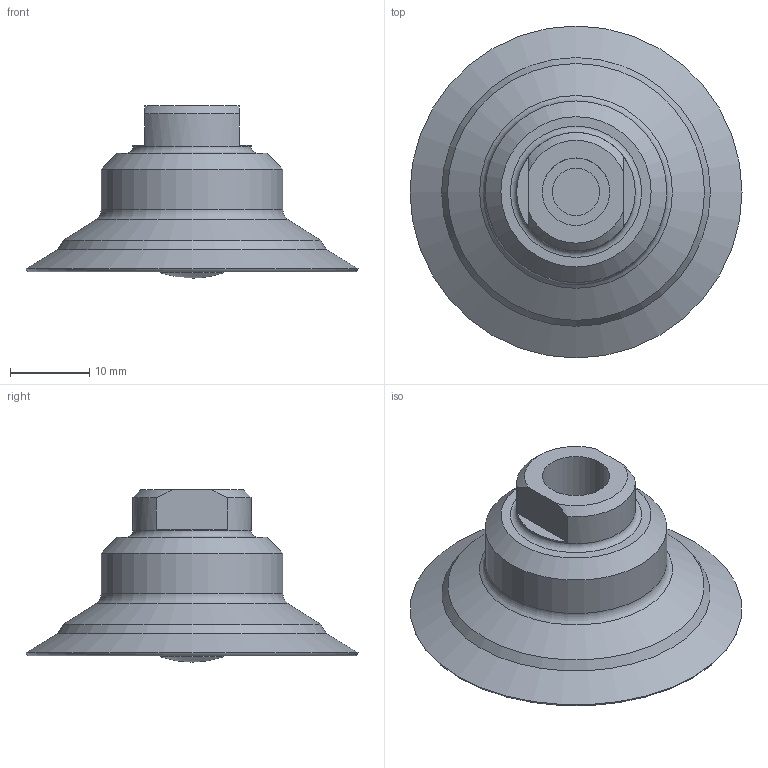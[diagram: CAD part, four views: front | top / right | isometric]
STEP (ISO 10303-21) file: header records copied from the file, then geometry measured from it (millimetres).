
FILE_DESCRIPTION((''),'2;1');
FILE_NAME('','2001-09-26T11:59:31+00:00',('Andreas Norlén'),( 'PIAB AB'),'','SolidEdge','');
FILE_SCHEMA(('CONFIG_CONTROL_DESIGN'));
Length unit declared in the file: millimetre
Bounding box: 42 x 42 x 21.8 mm (x, y, z)
Volume: 7728.5 mm3; surface area: 4390.2 mm2
Topology: 1 solids, 1 shells, 30 faces, 60 edges, 36 vertices
Faces by surface type: plane 10, cone 9, cylinder 6, torus 4, sphere 1
Full cylindrical faces by diameter (mm): 6 x1, 7.242 x1, 8 x1, 8.54 x1, 15 x1, 23 x1
Entity records: 867 total; most frequent: CARTESIAN_POINT 236, DIRECTION 120, ORIENTED_EDGE 80, AXIS2_PLACEMENT_3D 56, EDGE_LOOP 52, EDGE_CURVE 40, VERTEX_POINT 34, ADVANCED_FACE 30
